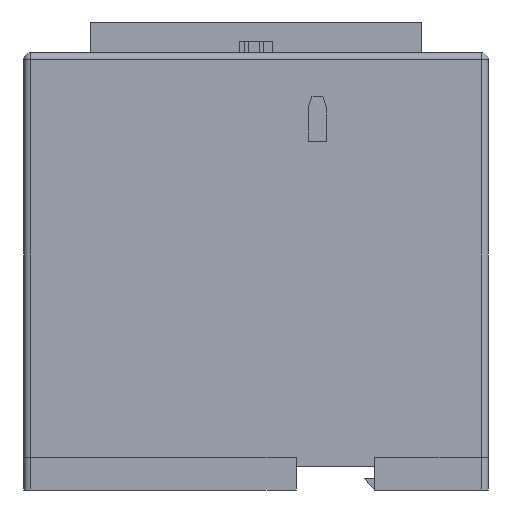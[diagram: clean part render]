
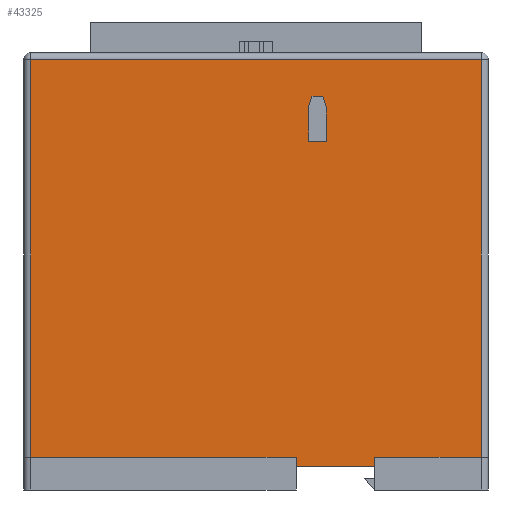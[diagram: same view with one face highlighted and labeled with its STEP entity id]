
A CAD part, front view. The second image highlights one B-rep face of the part: STEP entity #43325.
In plain terms, the highlighted planar face has unit normal (0, -1, 0).
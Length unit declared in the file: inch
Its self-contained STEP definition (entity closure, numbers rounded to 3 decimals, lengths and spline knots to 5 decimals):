
#30947=CARTESIAN_POINT('',(3.4419,0.75419,0.22874));
#30948=VERTEX_POINT('',#30947);
#30949=CARTESIAN_POINT('',(4.18711,0.75419,0.22874));
#30950=VERTEX_POINT('',#30949);
#30951=CARTESIAN_POINT('',(3.4419,0.75419,0.22874));
#30952=DIRECTION('',(1.0,0.0,0.0));
#30953=VECTOR('',#30952,0.74521);
#30954=LINE('',#30951,#30953);
#30955=EDGE_CURVE('',#30948,#30950,#30954,.T.);
#31054=CARTESIAN_POINT('',(2.89203,0.75419,0.22874));
#31055=VERTEX_POINT('',#31054);
#31064=CARTESIAN_POINT('',(1.03712,0.75419,0.22874));
#31065=VERTEX_POINT('',#31064);
#31066=CARTESIAN_POINT('',(1.03712,0.75419,0.22874));
#31067=DIRECTION('',(1.0,0.0,0.0));
#31068=VECTOR('',#31067,1.85492);
#31069=LINE('',#31066,#31068);
#31070=EDGE_CURVE('',#31065,#31055,#31069,.T.);
#31799=CARTESIAN_POINT('',(3.4419,0.75419,0.16707));
#31800=VERTEX_POINT('',#31799);
#31801=CARTESIAN_POINT('',(3.4419,0.75419,0.22874));
#31802=DIRECTION('',(0.0,0.0,-1.0));
#31803=VECTOR('',#31802,0.06167);
#31804=LINE('',#31801,#31803);
#31805=EDGE_CURVE('',#30948,#31800,#31804,.T.);
#32969=CARTESIAN_POINT('',(2.89203,0.75419,0.16707));
#32970=VERTEX_POINT('',#32969);
#32971=CARTESIAN_POINT('',(3.4419,0.75419,0.16707));
#32972=DIRECTION('',(-1.0,0.0,0.0));
#32973=VECTOR('',#32972,0.54987);
#32974=LINE('',#32971,#32973);
#32975=EDGE_CURVE('',#31800,#32970,#32974,.T.);
#34588=CARTESIAN_POINT('',(3.08455,0.75419,2.67592));
#34589=VERTEX_POINT('',#34588);
#34590=CARTESIAN_POINT('',(3.06,0.75419,2.75499));
#34591=VERTEX_POINT('',#34590);
#34592=CARTESIAN_POINT('',(3.08455,0.75419,2.67592));
#34593=DIRECTION('',(-0.296,0.0,0.955));
#34594=VECTOR('',#34593,0.0828);
#34595=LINE('',#34592,#34594);
#34596=EDGE_CURVE('',#34589,#34591,#34595,.T.);
#34745=CARTESIAN_POINT('',(2.89203,0.75419,0.16707));
#34746=DIRECTION('',(0.0,0.0,1.0));
#34747=VECTOR('',#34746,0.06167);
#34748=LINE('',#34745,#34747);
#34749=EDGE_CURVE('',#32970,#31055,#34748,.T.);
#34820=CARTESIAN_POINT('',(2.99801,0.75419,2.67783));
#34821=VERTEX_POINT('',#34820);
#34822=CARTESIAN_POINT('',(2.99801,0.75419,2.43981));
#34823=VERTEX_POINT('',#34822);
#34824=CARTESIAN_POINT('',(2.99801,0.75419,2.67783));
#34825=DIRECTION('',(0.0,0.0,-1.0));
#34826=VECTOR('',#34825,0.23802);
#34827=LINE('',#34824,#34826);
#34828=EDGE_CURVE('',#34821,#34823,#34827,.T.);
#42920=CARTESIAN_POINT('',(3.02197,0.75419,2.75499));
#42921=VERTEX_POINT('',#42920);
#42922=CARTESIAN_POINT('',(3.06,0.75419,2.75499));
#42923=DIRECTION('',(-1.0,0.0,0.0));
#42924=VECTOR('',#42923,0.03803);
#42925=LINE('',#42922,#42924);
#42926=EDGE_CURVE('',#34591,#42921,#42925,.T.);
#43211=CARTESIAN_POINT('',(3.08455,0.75419,2.43981));
#43212=VERTEX_POINT('',#43211);
#43213=CARTESIAN_POINT('',(3.08455,0.75419,2.43981));
#43214=DIRECTION('',(0.0,0.0,1.0));
#43215=VECTOR('',#43214,0.23611);
#43216=LINE('',#43213,#43215);
#43217=EDGE_CURVE('',#43212,#34589,#43216,.T.);
#43273=CARTESIAN_POINT('',(4.26587,0.75419,3.08011));
#43274=DIRECTION('',(0.0,-1.0,0.0));
#43275=DIRECTION('',(0.0,0.0,-1.0));
#43276=AXIS2_PLACEMENT_3D('',#43273,#43274,#43275);
#43277=PLANE('',#43276);
#43278=CARTESIAN_POINT('',(4.18711,0.75419,3.00905));
#43279=VERTEX_POINT('',#43278);
#43280=CARTESIAN_POINT('',(4.18711,0.75419,0.22874));
#43281=DIRECTION('',(0.0,0.0,1.0));
#43282=VECTOR('',#43281,2.78031);
#43283=LINE('',#43280,#43282);
#43284=EDGE_CURVE('',#30950,#43279,#43283,.T.);
#43285=ORIENTED_EDGE('',*,*,#43284,.T.);
#43286=CARTESIAN_POINT('',(1.03712,0.75419,3.00905));
#43287=VERTEX_POINT('',#43286);
#43288=CARTESIAN_POINT('',(4.18711,0.75419,3.00905));
#43289=DIRECTION('',(-1.0,0.0,0.0));
#43290=VECTOR('',#43289,3.14999);
#43291=LINE('',#43288,#43290);
#43292=EDGE_CURVE('',#43279,#43287,#43291,.T.);
#43293=ORIENTED_EDGE('',*,*,#43292,.T.);
#43294=CARTESIAN_POINT('',(1.03712,0.75419,0.22874));
#43295=DIRECTION('',(0.0,0.0,1.0));
#43296=VECTOR('',#43295,2.78031);
#43297=LINE('',#43294,#43296);
#43298=EDGE_CURVE('',#31065,#43287,#43297,.T.);
#43299=ORIENTED_EDGE('',*,*,#43298,.F.);
#43300=ORIENTED_EDGE('',*,*,#31070,.T.);
#43301=ORIENTED_EDGE('',*,*,#34749,.F.);
#43302=ORIENTED_EDGE('',*,*,#32975,.F.);
#43303=ORIENTED_EDGE('',*,*,#31805,.F.);
#43304=ORIENTED_EDGE('',*,*,#30955,.T.);
#43305=EDGE_LOOP('',(#43285,#43293,#43299,#43300,#43301,#43302,#43303,#43304));
#43306=FACE_OUTER_BOUND('',#43305,.T.);
#43307=ORIENTED_EDGE('',*,*,#34828,.F.);
#43308=CARTESIAN_POINT('',(3.02197,0.75419,2.75499));
#43309=DIRECTION('',(-0.296,0.0,-0.955));
#43310=VECTOR('',#43309,0.08079);
#43311=LINE('',#43308,#43310);
#43312=EDGE_CURVE('',#42921,#34821,#43311,.T.);
#43313=ORIENTED_EDGE('',*,*,#43312,.F.);
#43314=ORIENTED_EDGE('',*,*,#42926,.F.);
#43315=ORIENTED_EDGE('',*,*,#34596,.F.);
#43316=ORIENTED_EDGE('',*,*,#43217,.F.);
#43317=CARTESIAN_POINT('',(2.99801,0.75419,2.43981));
#43318=DIRECTION('',(1.0,0.0,0.0));
#43319=VECTOR('',#43318,0.08654);
#43320=LINE('',#43317,#43319);
#43321=EDGE_CURVE('',#34823,#43212,#43320,.T.);
#43322=ORIENTED_EDGE('',*,*,#43321,.F.);
#43323=EDGE_LOOP('',(#43307,#43313,#43314,#43315,#43316,#43322));
#43324=FACE_BOUND('',#43323,.T.);
#43325=ADVANCED_FACE('',(#43306,#43324),#43277,.T.);
